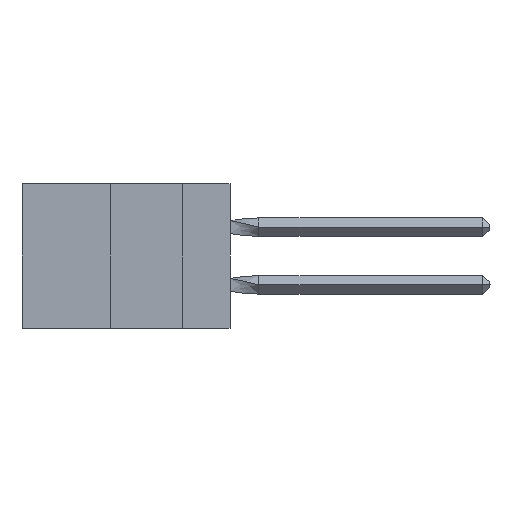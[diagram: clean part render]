
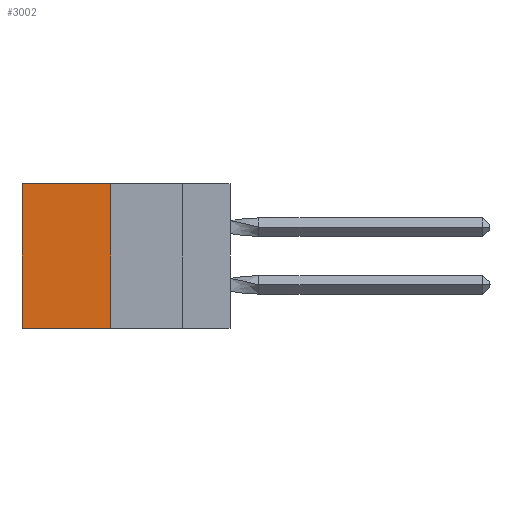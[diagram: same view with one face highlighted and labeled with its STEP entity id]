
A CAD part, left-side view. The second image highlights one B-rep face of the part: STEP entity #3002.
In plain terms, the highlighted planar face has unit normal (-1, 0, 0).
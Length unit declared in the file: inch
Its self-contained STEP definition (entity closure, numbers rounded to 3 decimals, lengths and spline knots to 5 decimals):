
#418 = AXIS2_PLACEMENT_3D ( 'NONE', #10771, #12310, #12039 ) ;
#2285 = EDGE_CURVE ( 'NONE', #14178, #8048, #13219, .T. ) ;
#2393 = CARTESIAN_POINT ( 'NONE',  ( 0.305, 0.72, 0. ) ) ;
#2535 = EDGE_CURVE ( 'NONE', #14269, #18972, #19791, .T. ) ;
#2947 = PLANE ( 'NONE',  #418 ) ;
#3002 = ADVANCED_FACE ( 'NONE', ( #11027 ), #2947, .F. ) ;
#3538 = DIRECTION ( 'NONE',  ( 0., 0., -1. ) ) ;
#3815 = DIRECTION ( 'NONE',  ( 0., 1., 0. ) ) ;
#4276 = VECTOR ( 'NONE', #6620, 39.37008 ) ;
#4585 = VECTOR ( 'NONE', #3538, 39.37008 ) ;
#5135 = CARTESIAN_POINT ( 'NONE',  ( 0.305, 0.413, 0. ) ) ;
#5569 = CARTESIAN_POINT ( 'NONE',  ( 0.305, 0.413, 0. ) ) ;
#5760 = ORIENTED_EDGE ( 'NONE', *, *, #15377, .F. ) ;
#5812 = CARTESIAN_POINT ( 'NONE',  ( 0.305, 0.72, -0.5 ) ) ;
#6275 = ORIENTED_EDGE ( 'NONE', *, *, #2285, .T. ) ;
#6620 = DIRECTION ( 'NONE',  ( 0., 0., -1. ) ) ;
#7245 = EDGE_LOOP ( 'NONE', ( #19519, #17784, #5760, #6275 ) ) ;
#8048 = VERTEX_POINT ( 'NONE', #2393 ) ;
#10344 = VECTOR ( 'NONE', #14111, 39.37008 ) ;
#10771 = CARTESIAN_POINT ( 'NONE',  ( 0.305, 0.413, -0.5 ) ) ;
#11027 = FACE_OUTER_BOUND ( 'NONE', #7245, .T. ) ;
#12039 = DIRECTION ( 'NONE',  ( 0., 0., -1. ) ) ;
#12310 = DIRECTION ( 'NONE',  ( 1., 0., 0. ) ) ;
#13219 = LINE ( 'NONE', #5569, #18322 ) ;
#13626 = EDGE_CURVE ( 'NONE', #8048, #18972, #15780, .T. ) ;
#13969 = CARTESIAN_POINT ( 'NONE',  ( 0.305, 0.413, -0.5 ) ) ;
#14004 = LINE ( 'NONE', #14643, #4276 ) ;
#14111 = DIRECTION ( 'NONE',  ( 0., 1., 0. ) ) ;
#14178 = VERTEX_POINT ( 'NONE', #5135 ) ;
#14269 = VERTEX_POINT ( 'NONE', #19180 ) ;
#14643 = CARTESIAN_POINT ( 'NONE',  ( 0.305, 0.413, -0.5 ) ) ;
#15377 = EDGE_CURVE ( 'NONE', #14178, #14269, #14004, .T. ) ;
#15780 = LINE ( 'NONE', #17764, #4585 ) ;
#17764 = CARTESIAN_POINT ( 'NONE',  ( 0.305, 0.72, -0.5 ) ) ;
#17784 = ORIENTED_EDGE ( 'NONE', *, *, #2535, .F. ) ;
#18322 = VECTOR ( 'NONE', #3815, 39.37008 ) ;
#18972 = VERTEX_POINT ( 'NONE', #5812 ) ;
#19180 = CARTESIAN_POINT ( 'NONE',  ( 0.305, 0.413, -0.5 ) ) ;
#19519 = ORIENTED_EDGE ( 'NONE', *, *, #13626, .T. ) ;
#19791 = LINE ( 'NONE', #13969, #10344 ) ;
